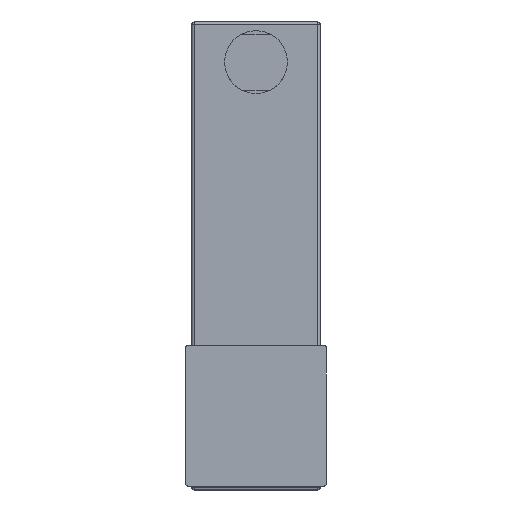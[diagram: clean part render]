
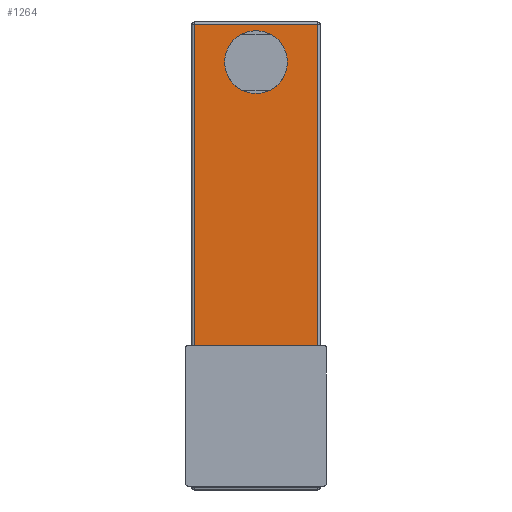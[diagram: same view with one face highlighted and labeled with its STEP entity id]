
A CAD part, front view. The second image highlights one B-rep face of the part: STEP entity #1264.
In plain terms, the highlighted planar face has unit normal (0, -1, 0).
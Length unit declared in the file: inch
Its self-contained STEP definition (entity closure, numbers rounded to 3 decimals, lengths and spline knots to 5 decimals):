
#203=DIRECTION('',(-1.,0.,0.));
#204=VECTOR('',#203,1.73);
#205=CARTESIAN_POINT('',(0.865,5.18,5.47));
#206=LINE('',#205,#204);
#210=DIRECTION('',(0.,0.,1.));
#211=VECTOR('',#210,6.48);
#212=CARTESIAN_POINT('',(0.865,5.18,-1.01));
#213=LINE('',#212,#211);
#217=DIRECTION('',(1.,0.,0.));
#218=VECTOR('',#217,1.73);
#219=CARTESIAN_POINT('',(-0.865,5.18,-1.01));
#220=LINE('',#219,#218);
#224=DIRECTION('',(0.,0.,-1.));
#225=VECTOR('',#224,6.48);
#226=CARTESIAN_POINT('',(-0.865,5.18,5.47));
#227=LINE('',#226,#225);
#231=CARTESIAN_POINT('',(0.,5.18,4.94));
#232=DIRECTION('',(0.,-1.,0.));
#233=DIRECTION('',(1.,0.,0.));
#234=AXIS2_PLACEMENT_3D('',#231,#232,#233);
#239=CARTESIAN_POINT('',(0.,5.18,4.94));
#240=DIRECTION('',(0.,-1.,0.));
#241=DIRECTION('',(-1.,0.,0.));
#242=AXIS2_PLACEMENT_3D('',#239,#240,#241);
#442=DIRECTION('',(0.,0.,1.));
#443=VECTOR('',#442,1.46);
#444=CARTESIAN_POINT('',(-0.75,5.18,-0.73));
#445=LINE('',#444,#443);
#470=CARTESIAN_POINT('',(-0.73,5.18,0.73));
#471=DIRECTION('',(0.,-1.,0.));
#472=DIRECTION('',(0.,0.,1.));
#473=AXIS2_PLACEMENT_3D('',#470,#471,#472);
#486=DIRECTION('',(1.,0.,0.));
#487=VECTOR('',#486,1.46);
#488=CARTESIAN_POINT('',(-0.73,5.18,0.75));
#489=LINE('',#488,#487);
#514=CARTESIAN_POINT('',(0.73,5.18,0.73));
#515=DIRECTION('',(0.,-1.,0.));
#516=DIRECTION('',(1.,0.,0.));
#517=AXIS2_PLACEMENT_3D('',#514,#515,#516);
#530=DIRECTION('',(0.,0.,-1.));
#531=VECTOR('',#530,1.46);
#532=CARTESIAN_POINT('',(0.75,5.18,0.73));
#533=LINE('',#532,#531);
#558=CARTESIAN_POINT('',(0.73,5.18,-0.73));
#559=DIRECTION('',(0.,-1.,0.));
#560=DIRECTION('',(0.,0.,-1.));
#561=AXIS2_PLACEMENT_3D('',#558,#559,#560);
#574=DIRECTION('',(-1.,0.,0.));
#575=VECTOR('',#574,1.46);
#576=CARTESIAN_POINT('',(0.73,5.18,-0.75));
#577=LINE('',#576,#575);
#602=CARTESIAN_POINT('',(-0.73,5.18,-0.73));
#603=DIRECTION('',(0.,-1.,0.));
#604=DIRECTION('',(-1.,0.,0.));
#605=AXIS2_PLACEMENT_3D('',#602,#603,#604);
#1080=CARTESIAN_POINT('',(0.865,5.18,5.47));
#1081=CARTESIAN_POINT('',(-0.865,5.18,5.47));
#1082=VERTEX_POINT('',#1080);
#1083=VERTEX_POINT('',#1081);
#1088=CARTESIAN_POINT('',(-0.865,5.18,-1.01));
#1089=VERTEX_POINT('',#1088);
#1094=CARTESIAN_POINT('',(0.865,5.18,-1.01));
#1095=VERTEX_POINT('',#1094);
#1100=CARTESIAN_POINT('',(-0.75,5.18,-0.73));
#1101=CARTESIAN_POINT('',(-0.75,5.18,0.73));
#1102=VERTEX_POINT('',#1100);
#1103=VERTEX_POINT('',#1101);
#1104=CARTESIAN_POINT('',(-0.73,5.18,0.75));
#1105=CARTESIAN_POINT('',(0.73,5.18,0.75));
#1106=VERTEX_POINT('',#1104);
#1107=VERTEX_POINT('',#1105);
#1108=CARTESIAN_POINT('',(0.75,5.18,0.73));
#1109=CARTESIAN_POINT('',(0.75,5.18,-0.73));
#1110=VERTEX_POINT('',#1108);
#1111=VERTEX_POINT('',#1109);
#1112=CARTESIAN_POINT('',(0.73,5.18,-0.75));
#1113=CARTESIAN_POINT('',(-0.73,5.18,-0.75));
#1114=VERTEX_POINT('',#1112);
#1115=VERTEX_POINT('',#1113);
#1136=CARTESIAN_POINT('',(0.4375,5.18,4.94));
#1137=CARTESIAN_POINT('',(-0.4375,5.18,4.94));
#1138=VERTEX_POINT('',#1136);
#1139=VERTEX_POINT('',#1137);
#1226=CARTESIAN_POINT('',(0.,5.18,2.23));
#1227=DIRECTION('',(0.,1.,0.));
#1228=DIRECTION('',(1.,0.,0.));
#1229=AXIS2_PLACEMENT_3D('',#1226,#1227,#1228);
#1230=PLANE('',#1229);
#1232=ORIENTED_EDGE('',*,*,#1231,.F.);
#1233=ORIENTED_EDGE('',*,*,#1210,.F.);
#1235=ORIENTED_EDGE('',*,*,#1234,.F.);
#1237=ORIENTED_EDGE('',*,*,#1236,.F.);
#1238=EDGE_LOOP('',(#1232,#1233,#1235,#1237));
#1239=FACE_OUTER_BOUND('',#1238,.F.);
#1241=ORIENTED_EDGE('',*,*,#1240,.F.);
#1243=ORIENTED_EDGE('',*,*,#1242,.T.);
#1245=ORIENTED_EDGE('',*,*,#1244,.F.);
#1247=ORIENTED_EDGE('',*,*,#1246,.T.);
#1249=ORIENTED_EDGE('',*,*,#1248,.F.);
#1251=ORIENTED_EDGE('',*,*,#1250,.T.);
#1253=ORIENTED_EDGE('',*,*,#1252,.F.);
#1255=ORIENTED_EDGE('',*,*,#1254,.T.);
#1256=EDGE_LOOP('',(#1241,#1243,#1245,#1247,#1249,#1251,#1253,#1255));
#1257=FACE_BOUND('',#1256,.F.);
#1259=ORIENTED_EDGE('',*,*,#1258,.T.);
#1261=ORIENTED_EDGE('',*,*,#1260,.T.);
#1262=EDGE_LOOP('',(#1259,#1261));
#1263=FACE_BOUND('',#1262,.F.);
#235=CIRCLE('',#234,0.4375);
#243=CIRCLE('',#242,0.4375);
#474=CIRCLE('',#473,0.02);
#518=CIRCLE('',#517,0.02);
#562=CIRCLE('',#561,0.02);
#606=CIRCLE('',#605,0.02);
#1210=EDGE_CURVE('',#1095,#1082,#213,.T.);
#1231=EDGE_CURVE('',#1082,#1083,#206,.T.);
#1234=EDGE_CURVE('',#1089,#1095,#220,.T.);
#1236=EDGE_CURVE('',#1083,#1089,#227,.T.);
#1240=EDGE_CURVE('',#1102,#1103,#445,.T.);
#1242=EDGE_CURVE('',#1102,#1115,#606,.T.);
#1244=EDGE_CURVE('',#1114,#1115,#577,.T.);
#1246=EDGE_CURVE('',#1114,#1111,#562,.T.);
#1248=EDGE_CURVE('',#1110,#1111,#533,.T.);
#1250=EDGE_CURVE('',#1110,#1107,#518,.T.);
#1252=EDGE_CURVE('',#1106,#1107,#489,.T.);
#1254=EDGE_CURVE('',#1106,#1103,#474,.T.);
#1258=EDGE_CURVE('',#1138,#1139,#235,.T.);
#1260=EDGE_CURVE('',#1139,#1138,#243,.T.);
#1264=ADVANCED_FACE('',(#1239,#1257,#1263),#1230,.F.);
